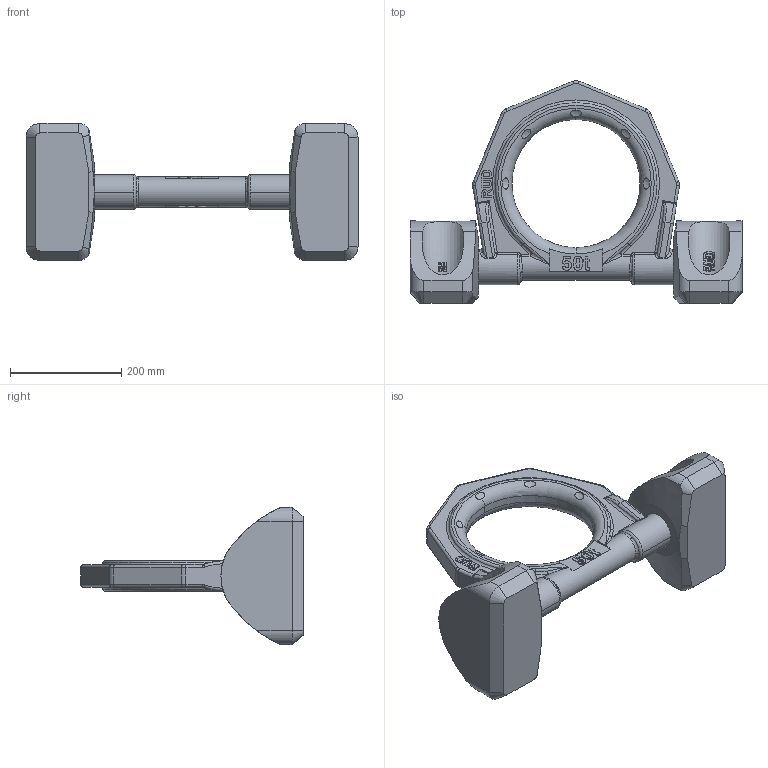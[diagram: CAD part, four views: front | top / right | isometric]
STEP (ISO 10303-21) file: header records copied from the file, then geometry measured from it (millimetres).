
FILE_DESCRIPTION((''),'2;1');
FILE_NAME('001-M35252-P-1_ASM','2015-06-19T',('Andreas.Wendler'),(''),'PRO/ENGINEER BY PARAMETRIC TECHNOLOGY CORPORATION, 2010140','PRO/ENGINEER BY PARAMETRIC TECHNOLOGY CORPORATION, 2010140','');
FILE_SCHEMA(('CONFIG_CONTROL_DESIGN'));
Length unit declared in the file: millimetre
Products named in the file (3): 001-M35133-P-1; 001-M35136-P-1; 001-M35252-P-1_ASM
Assembly tree (3 placements, depth 2):
  001-M35252-P-1_ASM
    001-M35133-P-1
    001-M35136-P-1  x2
Bounding box: 596 x 399.89 x 246 mm (x, y, z)
Volume: 9163761.1 mm3; surface area: 548445.2 mm2
Topology: 3 solids, 3 shells, 572 faces, 1494 edges, 962 vertices
Faces by surface type: plane 266, cylinder 118, extrusion 70, torus 48, bspline 46, sphere 12, cone 12
Entity records: 19347 total; most frequent: CARTESIAN_POINT 8281, ORIENTED_EDGE 2460, DIRECTION 1979, EDGE_CURVE 1230, VERTEX_POINT 788, VECTOR 663, AXIS2_PLACEMENT_3D 658, LINE 593
